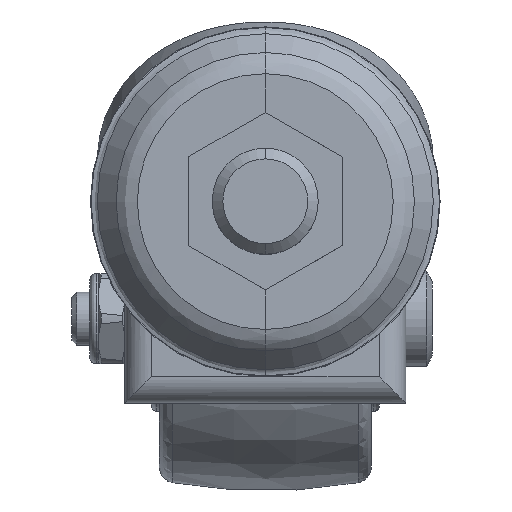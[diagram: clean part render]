
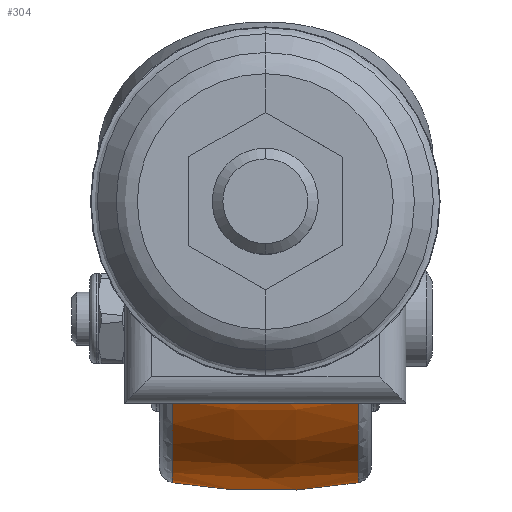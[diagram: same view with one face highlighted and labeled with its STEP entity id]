
A CAD part, top view. The second image highlights one B-rep face of the part: STEP entity #304.
In plain terms, the highlighted free-form (B-spline) face has degree [2, 2] with [3, 5] control points.
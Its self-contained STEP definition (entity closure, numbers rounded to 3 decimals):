
#304=ADVANCED_FACE('',(#2274),#2273,.T.);
#2273=( BOUNDED_SURFACE() B_SPLINE_SURFACE( 2,2,((#3998,#3999,#4000,#4001,#4002),(#4003,#4004,#4005,#4006,#4007),(#4008,#4009,#4010,#4011,#4012)), .UNSPECIFIED.,.F.,.F.,.F.) B_SPLINE_SURFACE_WITH_KNOTS((3,3),(3,2,3),(-0.176,0.176),(0.,1.571,3.142), .UNSPECIFIED. ) GEOMETRIC_REPRESENTATION_ITEM() RATIONAL_B_SPLINE_SURFACE(((1.,0.707,1.,0.707,1.),(0.985,0.696,0.985,0.696,0.985),(1.,0.707,1.,0.707,1.))) REPRESENTATION_ITEM('') SURFACE() );
#2274=FACE_OUTER_BOUND('',#4013,.T.);
#3998=CARTESIAN_POINT('',(-17.526,0.,30.952));
#3999=CARTESIAN_POINT('',(-17.526,30.952,30.952));
#4000=CARTESIAN_POINT('',(-17.526,30.952,0.));
#4001=CARTESIAN_POINT('',(-17.526,30.952,-30.952));
#4002=CARTESIAN_POINT('',(-17.526,0.,-30.952));
#4003=CARTESIAN_POINT('',(0.,0.,34.072));
#4004=CARTESIAN_POINT('',(0.,34.072,34.072));
#4005=CARTESIAN_POINT('',(0.,34.072,0.));
#4006=CARTESIAN_POINT('',(0.,34.072,-34.072));
#4007=CARTESIAN_POINT('',(0.,0.,-34.072));
#4008=CARTESIAN_POINT('',(17.526,0.,30.952));
#4009=CARTESIAN_POINT('',(17.526,30.952,30.952));
#4010=CARTESIAN_POINT('',(17.526,30.952,0.));
#4011=CARTESIAN_POINT('',(17.526,30.952,-30.952));
#4012=CARTESIAN_POINT('',(17.526,0.,-30.952));
#4013=EDGE_LOOP('',(#5248,#5249,#5250,#5251));
#5248=ORIENTED_EDGE('',*,*,#5836,.T.);
#5249=ORIENTED_EDGE('',*,*,#5837,.T.);
#5250=ORIENTED_EDGE('',*,*,#5838,.F.);
#5251=ORIENTED_EDGE('',*,*,#5839,.F.);
#5836=EDGE_CURVE('',#9262,#9261,#9281,.T.);
#5837=EDGE_CURVE('',#9261,#9287,#9288,.T.);
#5838=EDGE_CURVE('',#9294,#9287,#9295,.T.);
#5839=EDGE_CURVE('',#9262,#9294,#9301,.T.);
#9261=VERTEX_POINT('',#11940);
#9262=VERTEX_POINT('',#11941);
#9281=CIRCLE('',#11957,30.952);
#9287=VERTEX_POINT('',#11958);
#9288=(BOUNDED_CURVE() B_SPLINE_CURVE(2,(#11959,#11960,#11961),.UNSPECIFIED.,.F.,.F.) B_SPLINE_CURVE_WITH_KNOTS((3,3),(-0.176,0.176),.UNSPECIFIED.) CURVE() GEOMETRIC_REPRESENTATION_ITEM() RATIONAL_B_SPLINE_CURVE((1.,0.985,1.)) REPRESENTATION_ITEM('') );
#9294=VERTEX_POINT('',#11962);
#9295=CIRCLE('',#11966,30.952);
#9301=(BOUNDED_CURVE() B_SPLINE_CURVE(2,(#11967,#11968,#11969),.UNSPECIFIED.,.F.,.F.) B_SPLINE_CURVE_WITH_KNOTS((3,3),(-0.176,0.176),.UNSPECIFIED.) CURVE() GEOMETRIC_REPRESENTATION_ITEM() RATIONAL_B_SPLINE_CURVE((1.,0.985,1.)) REPRESENTATION_ITEM('') );
#11940=CARTESIAN_POINT('',(-17.526,0.,30.952));
#11941=CARTESIAN_POINT('',(-17.526,0.,-30.952));
#11954=CARTESIAN_POINT('',(-17.526,0.,0.));
#11955=DIRECTION('',(1.,0.,0.));
#11956=DIRECTION('',(0.,0.,-1.));
#11957=AXIS2_PLACEMENT_3D('',#11954,#11955,#11956);
#11958=CARTESIAN_POINT('',(17.526,0.,30.952));
#11959=CARTESIAN_POINT('',(-17.526,0.,30.952));
#11960=CARTESIAN_POINT('',(0.,0.,34.072));
#11961=CARTESIAN_POINT('',(17.526,0.,30.952));
#11962=CARTESIAN_POINT('',(17.526,0.,-30.952));
#11963=CARTESIAN_POINT('',(17.526,0.,0.));
#11964=DIRECTION('',(1.,0.,0.));
#11965=DIRECTION('',(0.,0.,-1.));
#11966=AXIS2_PLACEMENT_3D('',#11963,#11964,#11965);
#11967=CARTESIAN_POINT('',(-17.526,0.,-30.952));
#11968=CARTESIAN_POINT('',(0.,0.,-34.072));
#11969=CARTESIAN_POINT('',(17.526,0.,-30.952));
